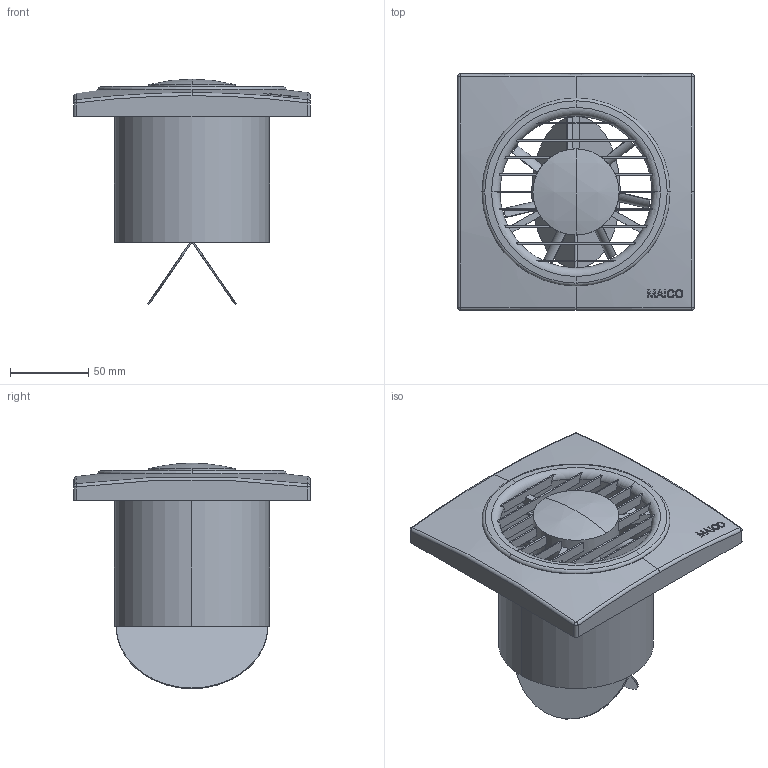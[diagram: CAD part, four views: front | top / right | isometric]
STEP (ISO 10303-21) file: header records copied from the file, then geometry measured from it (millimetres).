
FILE_DESCRIPTION (( 'STEP AP214' ), '1' );
FILE_NAME ('ECA piano.STEP', '2017-01-18T15:33:56', ( 'CADnetwork' ), ( '' ), 'SwSTEP 2.0', 'SolidWorks 2012', '' );
FILE_SCHEMA (( 'AUTOMOTIVE_DESIGN' ));
Length unit declared in the file: millimetre
Products named in the file (1): ECA piano
Bounding box: 151 x 151 x 143.97 mm (x, y, z)
Volume: 377142.7 mm3; surface area: 130643.9 mm2
Topology: 1 solids, 1 shells, 233 faces, 698 edges, 456 vertices
Faces by surface type: plane 136, cylinder 48, bspline 20, sphere 17, torus 12
Entity records: 10043 total; most frequent: CARTESIAN_POINT 3810, ORIENTED_EDGE 1388, DIRECTION 1235, EDGE_CURVE 694, AXIS2_PLACEMENT_3D 469, VERTEX_POINT 456, VECTOR 297, LINE 297
